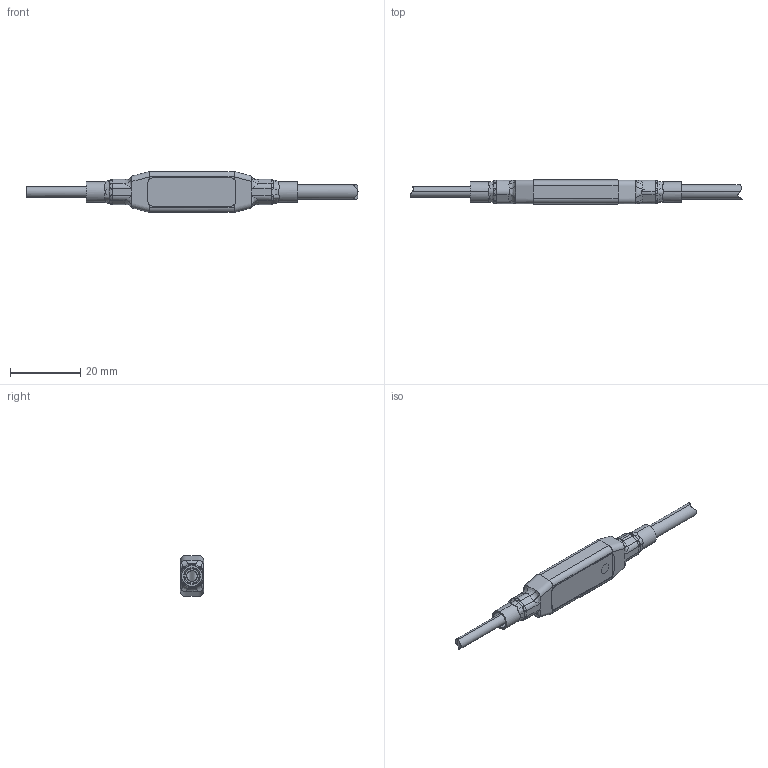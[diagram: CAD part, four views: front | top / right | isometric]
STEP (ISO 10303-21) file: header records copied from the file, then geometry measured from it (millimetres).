
FILE_DESCRIPTION (( 'STEP AP214' ), '1' );
FILE_NAME ('ACCSMIACC.STEP', '2023-11-13T15:35:21', ( '' ), ( '' ), 'SwSTEP 2.0', 'SolidWorks 2021', '' );
FILE_SCHEMA (( 'AUTOMOTIVE_DESIGN' ));
Length unit declared in the file: inch
Products named in the file (1): ACCSMIACC
Bounding box: 94.24 x 6.8 x 11.6 mm (x, y, z)
Volume: 2103.7 mm3; surface area: 7780.4 mm2
Topology: 9 solids, 9 shells, 825 faces, 2167 edges, 1365 vertices
Faces by surface type: cylinder 310, plane 277, bspline 238
Entity records: 55751 total; most frequent: CARTESIAN_POINT 25884, ORIENTED_EDGE 4302, DIRECTION 3572, EDGE_CURVE 2151, VERTEX_POINT 1365, AXIS2_PLACEMENT_3D 1315, VECTOR 942, LINE 942
